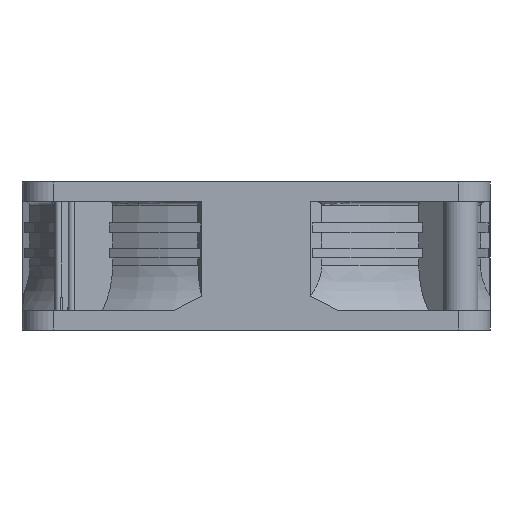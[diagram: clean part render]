
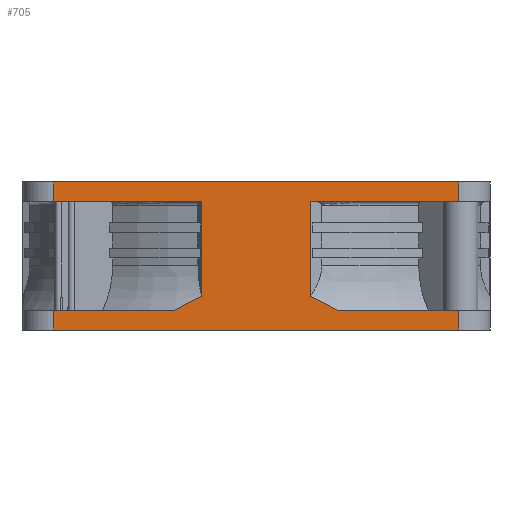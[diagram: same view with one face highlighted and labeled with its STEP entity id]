
A CAD part, front view. The second image highlights one B-rep face of the part: STEP entity #705.
In plain terms, the highlighted planar face has unit normal (0, -1, 0).
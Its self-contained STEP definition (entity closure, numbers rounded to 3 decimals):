
#705=ADVANCED_FACE('',(#1777),#1370,.T.);
#1370=PLANE('',#14606);
#1777=FACE_OUTER_BOUND('',#5197,.T.);
#2887=B_SPLINE_CURVE_WITH_KNOTS('',3,(#24314,#24315,#24316,#24317),.UNSPECIFIED.,
.F.,.F.,(4,4),(0.,1.),.UNSPECIFIED.);
#2888=B_SPLINE_CURVE_WITH_KNOTS('',3,(#24327,#24328,#24329,#24330),.UNSPECIFIED.,
.F.,.F.,(4,4),(0.,1.),.UNSPECIFIED.);
#3354=LINE('',#19051,#4124);
#3374=LINE('',#19202,#4144);
#3437=LINE('',#19480,#4207);
#3451=LINE('',#19527,#4221);
#3725=LINE('',#24311,#4500);
#3726=LINE('',#24319,#4501);
#3727=LINE('',#24321,#4502);
#3728=LINE('',#24323,#4503);
#3729=LINE('',#24324,#4504);
#3730=LINE('',#24325,#4505);
#3731=LINE('',#24331,#4506);
#3732=LINE('',#24332,#4507);
#4124=VECTOR('',#15419,1.);
#4144=VECTOR('',#15485,1.);
#4207=VECTOR('',#15698,1.);
#4221=VECTOR('',#15732,1.);
#4500=VECTOR('',#16499,1.);
#4501=VECTOR('',#16500,1.);
#4502=VECTOR('',#16501,1.);
#4503=VECTOR('',#16502,1.);
#4504=VECTOR('',#16503,1.);
#4505=VECTOR('',#16504,1.);
#4506=VECTOR('',#16505,1.);
#4507=VECTOR('',#16506,1.);
#5197=EDGE_LOOP('',(#7243,#7244,#7245,#7246,#7247,#7248,#7249,#7250,#7251,
#7252,#7253,#7254,#7255,#7256));
#7243=ORIENTED_EDGE('',*,*,#12742,.F.);
#7244=ORIENTED_EDGE('',*,*,#12743,.T.);
#7245=ORIENTED_EDGE('',*,*,#12744,.T.);
#7246=ORIENTED_EDGE('',*,*,#12745,.T.);
#7247=ORIENTED_EDGE('',*,*,#12746,.T.);
#7248=ORIENTED_EDGE('',*,*,#11782,.T.);
#7249=ORIENTED_EDGE('',*,*,#12747,.F.);
#7250=ORIENTED_EDGE('',*,*,#11941,.T.);
#7251=ORIENTED_EDGE('',*,*,#12748,.T.);
#7252=ORIENTED_EDGE('',*,*,#12749,.T.);
#7253=ORIENTED_EDGE('',*,*,#11918,.F.);
#7254=ORIENTED_EDGE('',*,*,#12750,.F.);
#7255=ORIENTED_EDGE('',*,*,#11731,.F.);
#7256=ORIENTED_EDGE('',*,*,#12751,.T.);
#10299=VERTEX_POINT('',#19050);
#10300=VERTEX_POINT('',#19052);
#10350=VERTEX_POINT('',#19201);
#10351=VERTEX_POINT('',#19203);
#10486=VERTEX_POINT('',#19479);
#10487=VERTEX_POINT('',#19481);
#10509=VERTEX_POINT('',#19526);
#10510=VERTEX_POINT('',#19528);
#11131=VERTEX_POINT('',#24312);
#11132=VERTEX_POINT('',#24313);
#11133=VERTEX_POINT('',#24318);
#11134=VERTEX_POINT('',#24320);
#11135=VERTEX_POINT('',#24322);
#11136=VERTEX_POINT('',#24326);
#11731=EDGE_CURVE('',#10299,#10300,#3354,.T.);
#11782=EDGE_CURVE('',#10351,#10350,#3374,.T.);
#11918=EDGE_CURVE('',#10486,#10487,#3437,.T.);
#11941=EDGE_CURVE('',#10510,#10509,#3451,.T.);
#12742=EDGE_CURVE('',#11131,#11132,#3725,.T.);
#12743=EDGE_CURVE('',#11131,#11133,#2887,.T.);
#12744=EDGE_CURVE('',#11133,#11134,#3726,.T.);
#12745=EDGE_CURVE('',#11134,#11135,#3727,.T.);
#12746=EDGE_CURVE('',#11135,#10351,#3728,.T.);
#12747=EDGE_CURVE('',#10510,#10350,#3729,.T.);
#12748=EDGE_CURVE('',#10509,#11136,#3730,.T.);
#12749=EDGE_CURVE('',#11136,#10487,#2888,.T.);
#12750=EDGE_CURVE('',#10300,#10486,#3731,.T.);
#12751=EDGE_CURVE('',#10299,#11132,#3732,.T.);
#14606=AXIS2_PLACEMENT_3D('',#24333,#16507,#16508);
#15419=DIRECTION('',(-1.,0.,0.));
#15485=DIRECTION('',(-1.,0.,0.));
#15698=DIRECTION('',(1.,0.,0.));
#15732=DIRECTION('',(1.,0.,0.));
#16499=DIRECTION('',(1.,0.,0.));
#16500=DIRECTION('',(0.,0.,1.));
#16501=DIRECTION('',(1.,0.,0.));
#16502=DIRECTION('',(0.,0.,1.));
#16503=DIRECTION('',(0.,0.,1.));
#16504=DIRECTION('',(0.,0.,-1.));
#16505=DIRECTION('',(0.,0.,1.));
#16506=DIRECTION('',(0.,0.,1.));
#16507=DIRECTION('',(0.,-1.,0.));
#16508=DIRECTION('',(1.,0.,0.));
#19050=CARTESIAN_POINT('',(52.,-60.,-19.));
#19051=CARTESIAN_POINT('',(42.962,-60.,-19.));
#19052=CARTESIAN_POINT('',(-52.,-60.,-19.));
#19201=CARTESIAN_POINT('',(-52.,-60.,19.));
#19202=CARTESIAN_POINT('',(52.,-60.,19.));
#19203=CARTESIAN_POINT('',(52.,-60.,19.));
#19479=CARTESIAN_POINT('',(-52.,-60.,-14.));
#19480=CARTESIAN_POINT('',(0.,-60.,-14.));
#19481=CARTESIAN_POINT('',(-21.207,-60.,-14.));
#19526=CARTESIAN_POINT('',(-14.,-60.,14.));
#19527=CARTESIAN_POINT('',(0.,-60.,14.));
#19528=CARTESIAN_POINT('',(-52.,-60.,14.));
#24311=CARTESIAN_POINT('',(0.,-60.,-14.));
#24312=CARTESIAN_POINT('',(21.207,-60.,-14.));
#24313=CARTESIAN_POINT('',(52.,-60.,-14.));
#24314=CARTESIAN_POINT('',(21.207,-60.,-14.));
#24315=CARTESIAN_POINT('',(18.776,-60.,-12.847));
#24316=CARTESIAN_POINT('',(16.376,-60.,-11.627));
#24317=CARTESIAN_POINT('',(14.,-60.,-10.365));
#24318=CARTESIAN_POINT('',(14.,-60.,-10.365));
#24319=CARTESIAN_POINT('',(14.,-60.,-19.));
#24320=CARTESIAN_POINT('',(14.,-60.,14.));
#24321=CARTESIAN_POINT('',(0.,-60.,14.));
#24322=CARTESIAN_POINT('',(52.,-60.,14.));
#24323=CARTESIAN_POINT('',(52.,-60.,13.5));
#24324=CARTESIAN_POINT('',(-52.,-60.,13.5));
#24325=CARTESIAN_POINT('',(-14.,-60.,19.));
#24326=CARTESIAN_POINT('',(-14.,-60.,-10.365));
#24327=CARTESIAN_POINT('',(-14.,-60.,-10.365));
#24328=CARTESIAN_POINT('',(-16.376,-60.,-11.627));
#24329=CARTESIAN_POINT('',(-18.776,-60.,-12.847));
#24330=CARTESIAN_POINT('',(-21.207,-60.,-14.));
#24331=CARTESIAN_POINT('',(-52.,-60.,-19.));
#24332=CARTESIAN_POINT('',(52.,-60.,-19.));
#24333=CARTESIAN_POINT('',(-52.,-60.,-19.));
